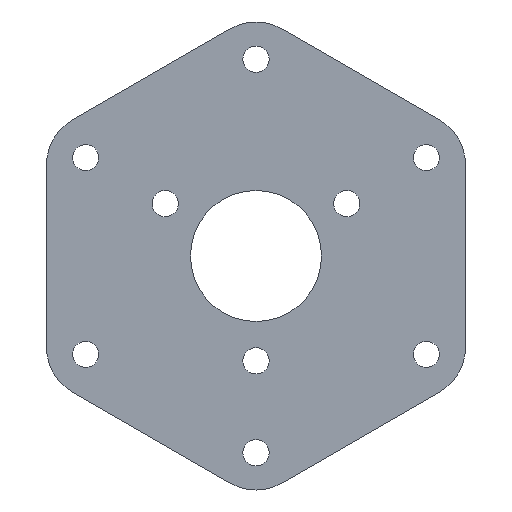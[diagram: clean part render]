
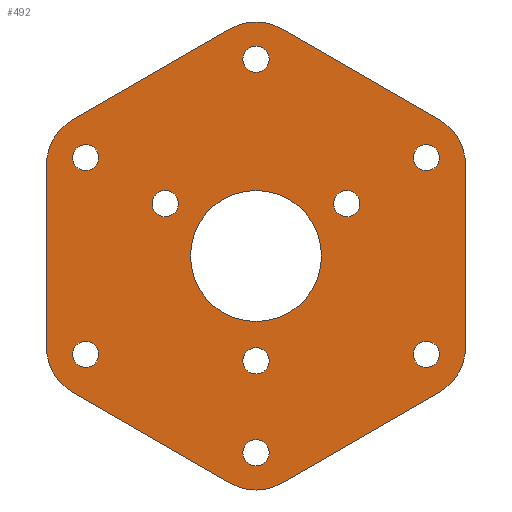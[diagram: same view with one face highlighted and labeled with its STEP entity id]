
A CAD part, front view. The second image highlights one B-rep face of the part: STEP entity #492.
In plain terms, the highlighted planar face has unit normal (0, -1, 0).
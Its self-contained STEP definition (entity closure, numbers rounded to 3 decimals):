
#25=FACE_BOUND('',#101,.T.);
#26=FACE_BOUND('',#102,.T.);
#27=FACE_BOUND('',#103,.T.);
#28=FACE_BOUND('',#104,.T.);
#29=FACE_BOUND('',#105,.T.);
#30=FACE_BOUND('',#106,.T.);
#31=FACE_BOUND('',#107,.T.);
#32=FACE_BOUND('',#108,.T.);
#33=FACE_BOUND('',#109,.T.);
#34=FACE_BOUND('',#110,.T.);
#42=PLANE('',#562);
#66=FACE_OUTER_BOUND('',#100,.T.);
#100=EDGE_LOOP('',(#431,#432,#433,#434,#435,#436,#437,#438,#439,#440,#441,
#442));
#101=EDGE_LOOP('',(#443));
#102=EDGE_LOOP('',(#444));
#103=EDGE_LOOP('',(#445));
#104=EDGE_LOOP('',(#446));
#105=EDGE_LOOP('',(#447));
#106=EDGE_LOOP('',(#448));
#107=EDGE_LOOP('',(#449));
#108=EDGE_LOOP('',(#450));
#109=EDGE_LOOP('',(#451));
#110=EDGE_LOOP('',(#452));
#121=LINE('',#775,#155);
#126=LINE('',#789,#160);
#130=LINE('',#801,#164);
#134=LINE('',#813,#168);
#138=LINE('',#825,#172);
#142=LINE('',#837,#176);
#155=VECTOR('',#637,10.);
#160=VECTOR('',#650,10.);
#164=VECTOR('',#662,10.);
#168=VECTOR('',#674,10.);
#172=VECTOR('',#686,10.);
#176=VECTOR('',#698,10.);
#180=CIRCLE('',#509,5.);
#182=CIRCLE('',#512,25.);
#184=CIRCLE('',#515,5.);
#186=CIRCLE('',#518,5.);
#188=CIRCLE('',#521,5.);
#190=CIRCLE('',#524,5.);
#192=CIRCLE('',#527,5.);
#194=CIRCLE('',#530,5.);
#196=CIRCLE('',#533,5.);
#198=CIRCLE('',#536,5.);
#199=CIRCLE('',#539,20.);
#201=CIRCLE('',#543,20.);
#203=CIRCLE('',#547,20.);
#205=CIRCLE('',#551,20.);
#207=CIRCLE('',#555,20.);
#209=CIRCLE('',#559,20.);
#212=VERTEX_POINT('',#715);
#214=VERTEX_POINT('',#721);
#216=VERTEX_POINT('',#727);
#218=VERTEX_POINT('',#733);
#220=VERTEX_POINT('',#739);
#222=VERTEX_POINT('',#745);
#224=VERTEX_POINT('',#751);
#226=VERTEX_POINT('',#757);
#228=VERTEX_POINT('',#763);
#230=VERTEX_POINT('',#769);
#231=VERTEX_POINT('',#773);
#232=VERTEX_POINT('',#774);
#235=VERTEX_POINT('',#782);
#237=VERTEX_POINT('',#788);
#239=VERTEX_POINT('',#794);
#241=VERTEX_POINT('',#800);
#243=VERTEX_POINT('',#806);
#245=VERTEX_POINT('',#812);
#247=VERTEX_POINT('',#818);
#249=VERTEX_POINT('',#824);
#251=VERTEX_POINT('',#830);
#253=VERTEX_POINT('',#836);
#257=EDGE_CURVE('',#212,#212,#180,.T.);
#260=EDGE_CURVE('',#214,#214,#182,.T.);
#263=EDGE_CURVE('',#216,#216,#184,.T.);
#266=EDGE_CURVE('',#218,#218,#186,.T.);
#269=EDGE_CURVE('',#220,#220,#188,.T.);
#272=EDGE_CURVE('',#222,#222,#190,.T.);
#275=EDGE_CURVE('',#224,#224,#192,.T.);
#278=EDGE_CURVE('',#226,#226,#194,.T.);
#281=EDGE_CURVE('',#228,#228,#196,.T.);
#284=EDGE_CURVE('',#230,#230,#198,.T.);
#285=EDGE_CURVE('',#231,#232,#121,.T.);
#289=EDGE_CURVE('',#235,#231,#199,.T.);
#292=EDGE_CURVE('',#237,#235,#126,.T.);
#295=EDGE_CURVE('',#239,#237,#201,.T.);
#298=EDGE_CURVE('',#241,#239,#130,.T.);
#301=EDGE_CURVE('',#243,#241,#203,.T.);
#304=EDGE_CURVE('',#245,#243,#134,.T.);
#307=EDGE_CURVE('',#247,#245,#205,.T.);
#310=EDGE_CURVE('',#249,#247,#138,.T.);
#313=EDGE_CURVE('',#251,#249,#207,.T.);
#316=EDGE_CURVE('',#253,#251,#142,.T.);
#319=EDGE_CURVE('',#232,#253,#209,.T.);
#431=ORIENTED_EDGE('',*,*,#319,.F.);
#432=ORIENTED_EDGE('',*,*,#285,.F.);
#433=ORIENTED_EDGE('',*,*,#289,.F.);
#434=ORIENTED_EDGE('',*,*,#292,.F.);
#435=ORIENTED_EDGE('',*,*,#295,.F.);
#436=ORIENTED_EDGE('',*,*,#298,.F.);
#437=ORIENTED_EDGE('',*,*,#301,.F.);
#438=ORIENTED_EDGE('',*,*,#304,.F.);
#439=ORIENTED_EDGE('',*,*,#307,.F.);
#440=ORIENTED_EDGE('',*,*,#310,.F.);
#441=ORIENTED_EDGE('',*,*,#313,.F.);
#442=ORIENTED_EDGE('',*,*,#316,.F.);
#443=ORIENTED_EDGE('',*,*,#284,.F.);
#444=ORIENTED_EDGE('',*,*,#281,.F.);
#445=ORIENTED_EDGE('',*,*,#278,.F.);
#446=ORIENTED_EDGE('',*,*,#275,.F.);
#447=ORIENTED_EDGE('',*,*,#272,.F.);
#448=ORIENTED_EDGE('',*,*,#269,.F.);
#449=ORIENTED_EDGE('',*,*,#266,.F.);
#450=ORIENTED_EDGE('',*,*,#263,.F.);
#451=ORIENTED_EDGE('',*,*,#260,.F.);
#452=ORIENTED_EDGE('',*,*,#257,.F.);
#492=ADVANCED_FACE('',(#66,#25,#26,#27,#28,#29,#30,#31,#32,#33,#34),#42,
 .F.);
#509=AXIS2_PLACEMENT_3D('',#717,#570,#571);
#512=AXIS2_PLACEMENT_3D('',#723,#577,#578);
#515=AXIS2_PLACEMENT_3D('',#729,#584,#585);
#518=AXIS2_PLACEMENT_3D('',#735,#591,#592);
#521=AXIS2_PLACEMENT_3D('',#741,#598,#599);
#524=AXIS2_PLACEMENT_3D('',#747,#605,#606);
#527=AXIS2_PLACEMENT_3D('',#753,#612,#613);
#530=AXIS2_PLACEMENT_3D('',#759,#619,#620);
#533=AXIS2_PLACEMENT_3D('',#765,#626,#627);
#536=AXIS2_PLACEMENT_3D('',#771,#633,#634);
#539=AXIS2_PLACEMENT_3D('',#783,#643,#644);
#543=AXIS2_PLACEMENT_3D('',#795,#655,#656);
#547=AXIS2_PLACEMENT_3D('',#807,#667,#668);
#551=AXIS2_PLACEMENT_3D('',#819,#679,#680);
#555=AXIS2_PLACEMENT_3D('',#831,#691,#692);
#559=AXIS2_PLACEMENT_3D('',#842,#703,#704);
#562=AXIS2_PLACEMENT_3D('',#845,#709,#710);
#570=DIRECTION('center_axis',(0.,-1.,0.));
#571=DIRECTION('ref_axis',(1.,0.,0.));
#577=DIRECTION('center_axis',(0.,-1.,0.));
#578=DIRECTION('ref_axis',(1.,0.,0.));
#584=DIRECTION('center_axis',(0.,-1.,0.));
#585=DIRECTION('ref_axis',(1.,0.,0.));
#591=DIRECTION('center_axis',(0.,-1.,0.));
#592=DIRECTION('ref_axis',(1.,0.,0.));
#598=DIRECTION('center_axis',(0.,-1.,0.));
#599=DIRECTION('ref_axis',(1.,0.,0.));
#605=DIRECTION('center_axis',(0.,-1.,0.));
#606=DIRECTION('ref_axis',(1.,0.,0.));
#612=DIRECTION('center_axis',(0.,-1.,0.));
#613=DIRECTION('ref_axis',(1.,0.,0.));
#619=DIRECTION('center_axis',(0.,-1.,0.));
#620=DIRECTION('ref_axis',(1.,0.,0.));
#626=DIRECTION('center_axis',(0.,-1.,0.));
#627=DIRECTION('ref_axis',(1.,0.,0.));
#633=DIRECTION('center_axis',(0.,-1.,0.));
#634=DIRECTION('ref_axis',(1.,0.,0.));
#637=DIRECTION('',(0.,0.,-1.));
#643=DIRECTION('center_axis',(0.,1.,0.));
#644=DIRECTION('ref_axis',(0.5,0.,0.866));
#650=DIRECTION('',(0.866,0.,-0.5));
#655=DIRECTION('center_axis',(0.,1.,0.));
#656=DIRECTION('ref_axis',(-0.5,0.,0.866));
#662=DIRECTION('',(0.866,0.,0.5));
#667=DIRECTION('center_axis',(0.,1.,0.));
#668=DIRECTION('ref_axis',(-1.,0.,0.));
#674=DIRECTION('',(0.,0.,1.));
#679=DIRECTION('center_axis',(0.,1.,0.));
#680=DIRECTION('ref_axis',(-0.5,0.,-0.866));
#686=DIRECTION('',(-0.866,0.,0.5));
#691=DIRECTION('center_axis',(0.,1.,0.));
#692=DIRECTION('ref_axis',(0.5,0.,-0.866));
#698=DIRECTION('',(-0.866,0.,-0.5));
#703=DIRECTION('center_axis',(0.,1.,0.));
#704=DIRECTION('ref_axis',(1.,0.,0.));
#709=DIRECTION('center_axis',(0.,1.,0.));
#710=DIRECTION('ref_axis',(1.,0.,0.));
#715=CARTESIAN_POINT('',(60.,0.,-37.528));
#717=CARTESIAN_POINT('Origin',(65.,0.,-37.528));
#721=CARTESIAN_POINT('',(-25.,0.,0.));
#723=CARTESIAN_POINT('Origin',(0.,0.,0.));
#727=CARTESIAN_POINT('',(-70.,0.,37.528));
#729=CARTESIAN_POINT('Origin',(-65.,0.,37.528));
#733=CARTESIAN_POINT('',(-5.,0.,-75.056));
#735=CARTESIAN_POINT('Origin',(0.,0.,-75.056));
#739=CARTESIAN_POINT('',(-70.,0.,-37.528));
#741=CARTESIAN_POINT('Origin',(-65.,0.,-37.528));
#745=CARTESIAN_POINT('',(60.,0.,37.528));
#747=CARTESIAN_POINT('Origin',(65.,0.,37.528));
#751=CARTESIAN_POINT('',(-39.641,0.,20.));
#753=CARTESIAN_POINT('Origin',(-34.641,0.,20.));
#757=CARTESIAN_POINT('',(29.641,0.,20.));
#759=CARTESIAN_POINT('Origin',(34.641,0.,20.));
#763=CARTESIAN_POINT('',(-5.,0.,-40.));
#765=CARTESIAN_POINT('Origin',(0.,0.,-40.));
#769=CARTESIAN_POINT('',(-5.,0.,75.056));
#771=CARTESIAN_POINT('Origin',(0.,0.,75.056));
#773=CARTESIAN_POINT('',(80.,0.,34.641));
#774=CARTESIAN_POINT('',(80.,0.,-34.641));
#775=CARTESIAN_POINT('',(80.,0.,34.641));
#782=CARTESIAN_POINT('',(70.,0.,51.962));
#783=CARTESIAN_POINT('Origin',(60.,0.,34.641));
#788=CARTESIAN_POINT('',(10.,0.,86.603));
#789=CARTESIAN_POINT('',(10.,0.,86.603));
#794=CARTESIAN_POINT('',(-10.,0.,86.603));
#795=CARTESIAN_POINT('Origin',(0.,0.,69.282));
#800=CARTESIAN_POINT('',(-70.,0.,51.962));
#801=CARTESIAN_POINT('',(-70.,0.,51.962));
#806=CARTESIAN_POINT('',(-80.,0.,34.641));
#807=CARTESIAN_POINT('Origin',(-60.,0.,34.641));
#812=CARTESIAN_POINT('',(-80.,0.,-34.641));
#813=CARTESIAN_POINT('',(-80.,0.,-34.641));
#818=CARTESIAN_POINT('',(-70.,0.,-51.962));
#819=CARTESIAN_POINT('Origin',(-60.,0.,-34.641));
#824=CARTESIAN_POINT('',(-10.,0.,-86.603));
#825=CARTESIAN_POINT('',(-10.,0.,-86.603));
#830=CARTESIAN_POINT('',(10.,0.,-86.603));
#831=CARTESIAN_POINT('Origin',(0.,0.,-69.282));
#836=CARTESIAN_POINT('',(70.,0.,-51.962));
#837=CARTESIAN_POINT('',(70.,0.,-51.962));
#842=CARTESIAN_POINT('Origin',(60.,0.,-34.641));
#845=CARTESIAN_POINT('Origin',(0.,0.,0.));
